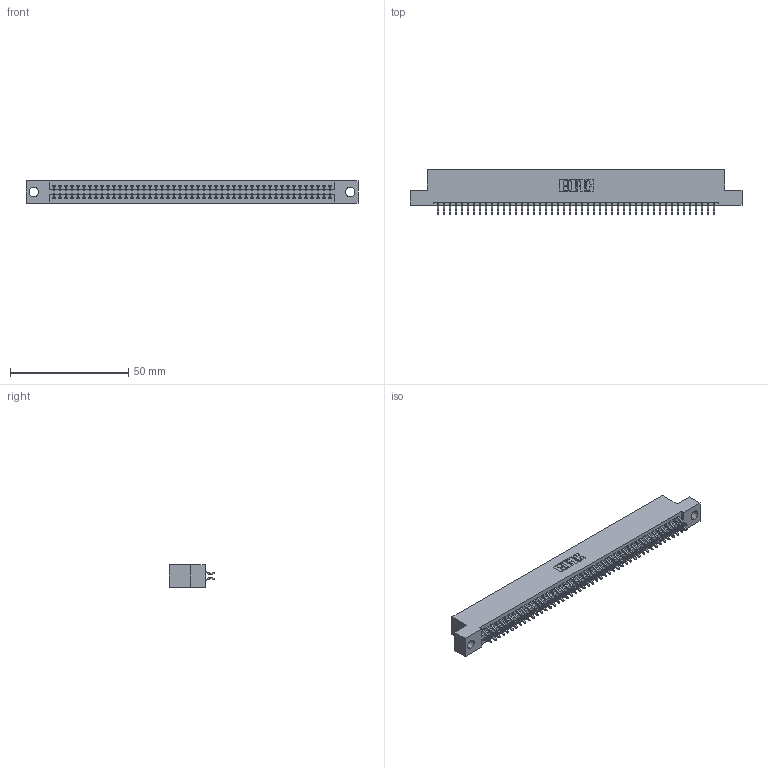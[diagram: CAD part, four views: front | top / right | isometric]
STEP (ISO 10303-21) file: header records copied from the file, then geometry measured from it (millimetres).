
FILE_DESCRIPTION (( 'STEP AP203' ), '1' );
FILE_NAME ('395-094-556-204.STEP', '2018-11-29T13:42:46', ( '' ), ( '' ), 'SwSTEP 2.0', 'SolidWorks 2016', '' );
FILE_SCHEMA (( 'CONFIG_CONTROL_DESIGN' ));
Length unit declared in the file: inch
Products named in the file (3): 345 Part_Flush Mounting Lugs - 0.156 Dia-TH; 345-292-001_556 Tail; 395-094-556-204
Assembly tree (95 placements, depth 2):
  395-094-556-204
    345 Part_Flush Mounting Lugs - 0.156 Dia-TH
    345-292-001_556 Tail  x94
Bounding box: 140.59 x 19.24 x 9.4 mm (x, y, z)
Volume: 13611.8 mm3; surface area: 19950.2 mm2
Topology: 95 solids, 95 shells, 5390 faces, 16039 edges, 10566 vertices
Faces by surface type: plane 3558, cylinder 1832
Entity records: 36427 total; most frequent: CARTESIAN_POINT 6116, ORIENTED_EDGE 6038, DIRECTION 5375, EDGE_CURVE 3019, LINE 2691, VECTOR 2691, VERTEX_POINT 2010, AXIS2_PLACEMENT_3D 1342
